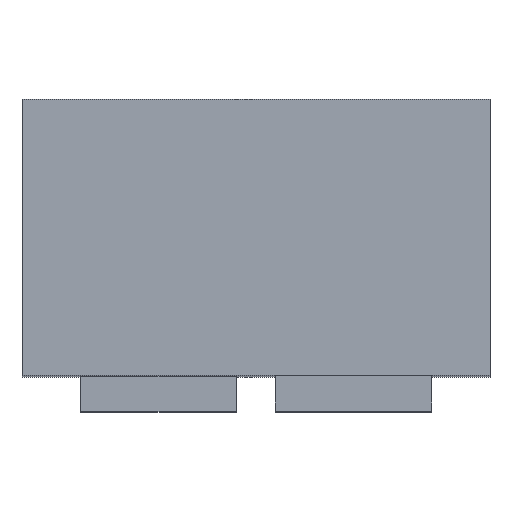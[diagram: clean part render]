
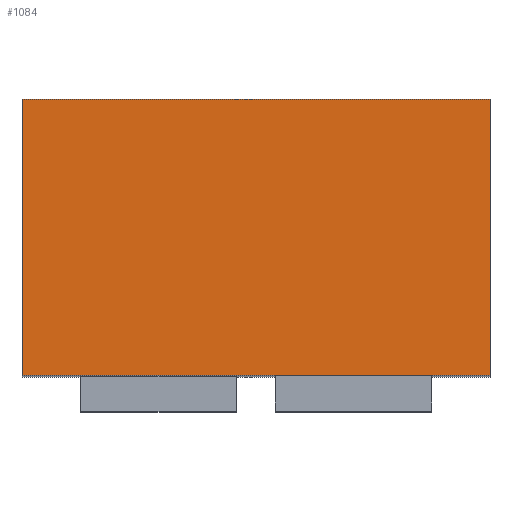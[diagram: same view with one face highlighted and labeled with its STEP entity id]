
A CAD part, top view. The second image highlights one B-rep face of the part: STEP entity #1084.
In plain terms, the highlighted planar face has unit normal (0, 0, 1).
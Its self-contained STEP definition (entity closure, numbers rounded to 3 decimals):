
#31 = CARTESIAN_POINT ( 'NONE',  ( -0.3, -1.432, 0.65 ) ) ;
#47 = CARTESIAN_POINT ( 'NONE',  ( -0.3, 0.4, 0.65 ) ) ;
#81 = ORIENTED_EDGE ( 'NONE', *, *, #575, .T. ) ;
#95 = DIRECTION ( 'NONE',  ( 0., 0., 1. ) ) ;
#163 = CARTESIAN_POINT ( 'NONE',  ( -0.3, 0.4, 0.65 ) ) ;
#216 = FACE_OUTER_BOUND ( 'NONE', #407, .T. ) ;
#276 = LINE ( 'NONE', #47, #662 ) ;
#310 = DIRECTION ( 'NONE',  ( 1., 0., 0. ) ) ;
#335 = PLANE ( 'NONE',  #1176 ) ;
#379 = VERTEX_POINT ( 'NONE', #580 ) ;
#407 = EDGE_LOOP ( 'NONE', ( #1276, #81, #1188, #610 ) ) ;
#408 = CARTESIAN_POINT ( 'NONE',  ( -0.3, 0.046, 0.65 ) ) ;
#498 = DIRECTION ( 'NONE',  ( 0., 1., 0. ) ) ;
#515 = CARTESIAN_POINT ( 'NONE',  ( 0.3, 0.4, 0.65 ) ) ;
#526 = CARTESIAN_POINT ( 'NONE',  ( -0.3, 0.046, 0.65 ) ) ;
#540 = VERTEX_POINT ( 'NONE', #163 ) ;
#575 = EDGE_CURVE ( 'NONE', #379, #1004, #752, .T. ) ;
#580 = CARTESIAN_POINT ( 'NONE',  ( 0.3, 0.046, 0.65 ) ) ;
#610 = ORIENTED_EDGE ( 'NONE', *, *, #1445, .F. ) ;
#662 = VECTOR ( 'NONE', #723, 1000. ) ;
#723 = DIRECTION ( 'NONE',  ( 1., 0., 0. ) ) ;
#725 = EDGE_CURVE ( 'NONE', #540, #1004, #276, .T. ) ;
#752 = LINE ( 'NONE', #967, #1400 ) ;
#831 = EDGE_CURVE ( 'NONE', #379, #884, #1335, .T. ) ;
#884 = VERTEX_POINT ( 'NONE', #408 ) ;
#967 = CARTESIAN_POINT ( 'NONE',  ( 0.3, -1.432, 0.65 ) ) ;
#1004 = VERTEX_POINT ( 'NONE', #515 ) ;
#1046 = LINE ( 'NONE', #31, #1130 ) ;
#1084 = ADVANCED_FACE ( 'NONE', ( #216 ), #335, .T. ) ;
#1130 = VECTOR ( 'NONE', #498, 1000. ) ;
#1176 = AXIS2_PLACEMENT_3D ( 'NONE', #1476, #95, #310 ) ;
#1188 = ORIENTED_EDGE ( 'NONE', *, *, #725, .F. ) ;
#1276 = ORIENTED_EDGE ( 'NONE', *, *, #831, .F. ) ;
#1306 = DIRECTION ( 'NONE',  ( 0., 1., 0. ) ) ;
#1335 = LINE ( 'NONE', #526, #1351 ) ;
#1351 = VECTOR ( 'NONE', #1455, 1000. ) ;
#1400 = VECTOR ( 'NONE', #1306, 1000. ) ;
#1445 = EDGE_CURVE ( 'NONE', #884, #540, #1046, .T. ) ;
#1455 = DIRECTION ( 'NONE',  ( -1., 0., 0. ) ) ;
#1476 = CARTESIAN_POINT ( 'NONE',  ( -0.3, -1.432, 0.65 ) ) ;
